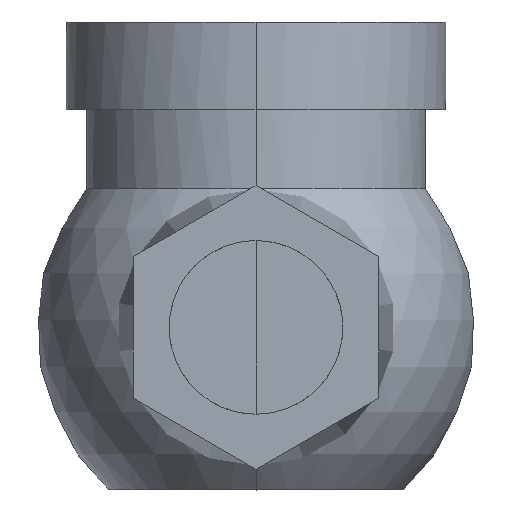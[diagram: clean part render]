
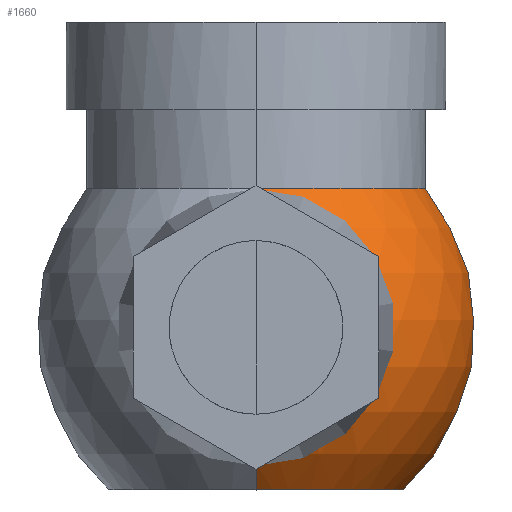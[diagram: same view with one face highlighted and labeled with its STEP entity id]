
A CAD part, left-side view. The second image highlights one B-rep face of the part: STEP entity #1660.
In plain terms, the highlighted spherical face has radius 75 mm.
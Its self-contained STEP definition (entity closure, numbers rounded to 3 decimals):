
#1585=CARTESIAN_POINT('Axis2P3D Location',(0.,0.,0.)) ;
#1591=CARTESIAN_POINT('Control Point',(-58.,0.,47.55)) ;
#1592=CARTESIAN_POINT('Control Point',(-58.,-9.111,47.55)) ;
#1593=CARTESIAN_POINT('Control Point',(-56.211,-18.221,47.55)) ;
#1594=CARTESIAN_POINT('Control Point',(-52.632,-26.863,47.55)) ;
#1595=CARTESIAN_POINT('Control Point',(-42.277,-42.277,47.55)) ;
#1596=CARTESIAN_POINT('Control Point',(-26.863,-52.632,47.55)) ;
#1597=CARTESIAN_POINT('Control Point',(-18.221,-56.211,47.55)) ;
#1598=CARTESIAN_POINT('Control Point',(0.,-59.789,47.55)) ;
#1599=CARTESIAN_POINT('Control Point',(18.221,-56.211,47.55)) ;
#1600=CARTESIAN_POINT('Control Point',(26.863,-52.632,47.55)) ;
#1601=CARTESIAN_POINT('Control Point',(42.277,-42.277,47.55)) ;
#1602=CARTESIAN_POINT('Control Point',(52.632,-26.863,47.55)) ;
#1603=CARTESIAN_POINT('Control Point',(56.211,-18.221,47.55)) ;
#1604=CARTESIAN_POINT('Control Point',(58.,-9.111,47.55)) ;
#1605=CARTESIAN_POINT('Control Point',(58.,0.,47.55)) ;
#1606=CARTESIAN_POINT('Vertex',(-58.,0.,47.55)) ;
#1608=CARTESIAN_POINT('Vertex',(58.,0.,47.55)) ;
#1612=CARTESIAN_POINT('Control Point',(-50.446,0.,-55.5)) ;
#1613=CARTESIAN_POINT('Control Point',(-58.88,0.,-47.833)) ;
#1614=CARTESIAN_POINT('Control Point',(-65.859,0.,-38.564)) ;
#1615=CARTESIAN_POINT('Control Point',(-70.973,0.,-28.061)) ;
#1616=CARTESIAN_POINT('Control Point',(-76.959,0.,-5.642)) ;
#1617=CARTESIAN_POINT('Control Point',(-74.306,0.,17.411)) ;
#1618=CARTESIAN_POINT('Control Point',(-70.779,0.,28.548)) ;
#1619=CARTESIAN_POINT('Control Point',(-65.227,0.,38.735)) ;
#1620=CARTESIAN_POINT('Control Point',(-58.,0.,47.55)) ;
#1621=CARTESIAN_POINT('Vertex',(-50.446,0.,-55.5)) ;
#1625=CARTESIAN_POINT('Control Point',(50.446,0.,-55.5)) ;
#1626=CARTESIAN_POINT('Control Point',(50.446,-7.924,-55.5)) ;
#1627=CARTESIAN_POINT('Control Point',(48.89,-15.848,-55.5)) ;
#1628=CARTESIAN_POINT('Control Point',(45.776,-23.364,-55.5)) ;
#1629=CARTESIAN_POINT('Control Point',(36.771,-36.771,-55.5)) ;
#1630=CARTESIAN_POINT('Control Point',(23.364,-45.776,-55.5)) ;
#1631=CARTESIAN_POINT('Control Point',(15.848,-48.89,-55.5)) ;
#1632=CARTESIAN_POINT('Control Point',(0.,-52.001,-55.5)) ;
#1633=CARTESIAN_POINT('Control Point',(-15.848,-48.89,-55.5)) ;
#1634=CARTESIAN_POINT('Control Point',(-23.364,-45.776,-55.5)) ;
#1635=CARTESIAN_POINT('Control Point',(-36.771,-36.771,-55.5)) ;
#1636=CARTESIAN_POINT('Control Point',(-45.776,-23.364,-55.5)) ;
#1637=CARTESIAN_POINT('Control Point',(-48.89,-15.848,-55.5)) ;
#1638=CARTESIAN_POINT('Control Point',(-50.446,-7.924,-55.5)) ;
#1639=CARTESIAN_POINT('Control Point',(-50.446,0.,-55.5)) ;
#1640=CARTESIAN_POINT('Vertex',(50.446,0.,-55.5)) ;
#1644=CARTESIAN_POINT('Control Point',(58.,0.,47.55)) ;
#1645=CARTESIAN_POINT('Control Point',(65.227,0.,38.735)) ;
#1646=CARTESIAN_POINT('Control Point',(70.779,0.,28.548)) ;
#1647=CARTESIAN_POINT('Control Point',(74.306,0.,17.411)) ;
#1648=CARTESIAN_POINT('Control Point',(76.959,0.,-5.642)) ;
#1649=CARTESIAN_POINT('Control Point',(70.973,0.,-28.061)) ;
#1650=CARTESIAN_POINT('Control Point',(65.859,0.,-38.564)) ;
#1651=CARTESIAN_POINT('Control Point',(58.88,0.,-47.833)) ;
#1652=CARTESIAN_POINT('Control Point',(50.446,0.,-55.5)) ;
#1586=DIRECTION('Axis2P3D Direction',(-0.,0.,1.)) ;
#1587=DIRECTION('Axis2P3D XDirection',(-1.,0.,0.)) ;
#1588=AXIS2_PLACEMENT_3D('Sphere Axis2P3D',#1585,#1586,#1587) ;
#1589=SPHERICAL_SURFACE('',#1588,75.) ;
#1610=EDGE_CURVE('',#1607,#1609,#1590,.T.) ;
#1623=EDGE_CURVE('',#1622,#1607,#1611,.T.) ;
#1642=EDGE_CURVE('',#1641,#1622,#1624,.T.) ;
#1653=EDGE_CURVE('',#1609,#1641,#1643,.T.) ;
#1655=ORIENTED_EDGE('',*,*,#1610,.F.) ;
#1656=ORIENTED_EDGE('',*,*,#1623,.F.) ;
#1657=ORIENTED_EDGE('',*,*,#1642,.F.) ;
#1658=ORIENTED_EDGE('',*,*,#1653,.F.) ;
#1654=EDGE_LOOP('',(#1655,#1656,#1657,#1658)) ;
#1607=VERTEX_POINT('',#1606) ;
#1609=VERTEX_POINT('',#1608) ;
#1622=VERTEX_POINT('',#1621) ;
#1641=VERTEX_POINT('',#1640) ;
#1660=ADVANCED_FACE('Solid7',(#1659),#1589,.T.) ;
#1590=B_SPLINE_CURVE_WITH_KNOTS('',5,(#1591,#1592,#1593,#1594,#1595,#1596,#1597,#1598,#1599,#1600,#1601,#1602,#1603,#1604,#1605),.UNSPECIFIED.,.F.,.U.,(6,3,3,3,6),(-3.142,-2.356,-1.571,-0.785,0.),.UNSPECIFIED.) ;
#1611=B_SPLINE_CURVE_WITH_KNOTS('',5,(#1612,#1613,#1614,#1615,#1616,#1617,#1618,#1619,#1620),.UNSPECIFIED.,.F.,.U.,(6,3,6),(-1.52,-0.76,0.),.UNSPECIFIED.) ;
#1624=B_SPLINE_CURVE_WITH_KNOTS('',5,(#1625,#1626,#1627,#1628,#1629,#1630,#1631,#1632,#1633,#1634,#1635,#1636,#1637,#1638,#1639),.UNSPECIFIED.,.F.,.U.,(6,3,3,3,6),(-1.571,-0.785,0.,0.785,1.571),.UNSPECIFIED.) ;
#1643=B_SPLINE_CURVE_WITH_KNOTS('',5,(#1644,#1645,#1646,#1647,#1648,#1649,#1650,#1651,#1652),.UNSPECIFIED.,.F.,.U.,(6,3,6),(-1.52,-0.76,0.),.UNSPECIFIED.) ;
#1659=FACE_OUTER_BOUND('',#1654,.T.) ;
